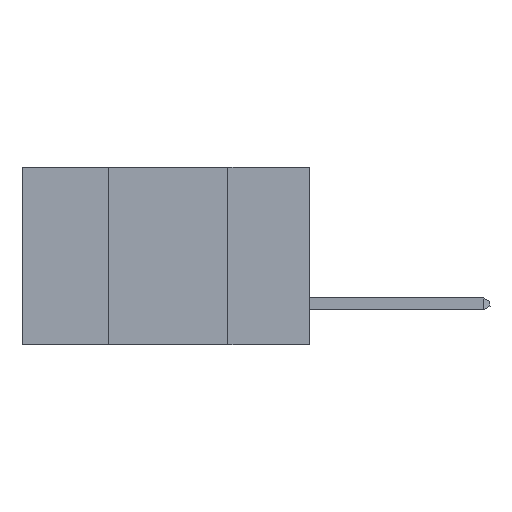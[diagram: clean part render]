
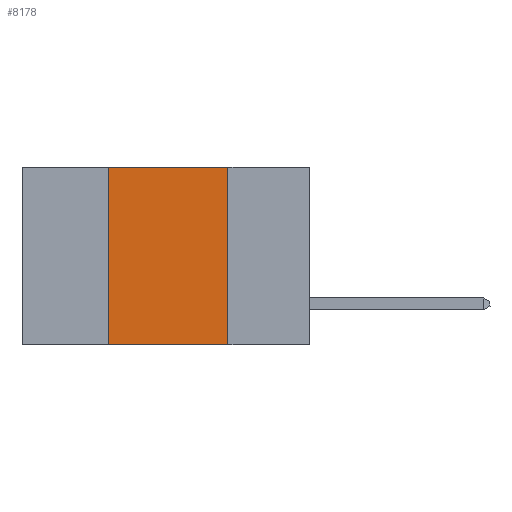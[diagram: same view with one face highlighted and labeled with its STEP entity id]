
A CAD part, left-side view. The second image highlights one B-rep face of the part: STEP entity #8178.
In plain terms, the highlighted planar face has unit normal (-1, 0, 0).
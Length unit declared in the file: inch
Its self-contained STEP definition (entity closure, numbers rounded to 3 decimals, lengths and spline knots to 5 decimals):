
#339 = EDGE_CURVE ( 'NONE', #5127, #7372, #2265, .T. ) ;
#455 = LINE ( 'NONE', #8245, #2722 ) ;
#1157 = CARTESIAN_POINT ( 'NONE',  ( 0., 0.17, -0.37 ) ) ;
#1828 = ORIENTED_EDGE ( 'NONE', *, *, #4603, .F. ) ;
#2007 = VERTEX_POINT ( 'NONE', #11662 ) ;
#2265 = LINE ( 'NONE', #7036, #4499 ) ;
#2334 = ORIENTED_EDGE ( 'NONE', *, *, #4209, .F. ) ;
#2396 = CARTESIAN_POINT ( 'NONE',  ( 0., 0.42, -0.37 ) ) ;
#2722 = VECTOR ( 'NONE', #8201, 39.37008 ) ;
#2837 = LINE ( 'NONE', #9998, #7545 ) ;
#3318 = VECTOR ( 'NONE', #5587, 39.37008 ) ;
#3663 = EDGE_LOOP ( 'NONE', ( #2334, #10495, #1828, #11436 ) ) ;
#4207 = FACE_OUTER_BOUND ( 'NONE', #3663, .T. ) ;
#4209 = EDGE_CURVE ( 'NONE', #10106, #7372, #455, .T. ) ;
#4499 = VECTOR ( 'NONE', #5297, 39.37008 ) ;
#4603 = EDGE_CURVE ( 'NONE', #5127, #2007, #10978, .T. ) ;
#5127 = VERTEX_POINT ( 'NONE', #2396 ) ;
#5297 = DIRECTION ( 'NONE',  ( 0., -1., 0. ) ) ;
#5587 = DIRECTION ( 'NONE',  ( 0., 0., 1. ) ) ;
#5610 = CARTESIAN_POINT ( 'NONE',  ( 0., 0.42, 0. ) ) ;
#5942 = CARTESIAN_POINT ( 'NONE',  ( 0., 0.6, 0. ) ) ;
#6897 = PLANE ( 'NONE',  #7022 ) ;
#7022 = AXIS2_PLACEMENT_3D ( 'NONE', #5942, #10528, #7840 ) ;
#7036 = CARTESIAN_POINT ( 'NONE',  ( 0., 0.6, -0.37 ) ) ;
#7236 = DIRECTION ( 'NONE',  ( 0., -1., 0. ) ) ;
#7372 = VERTEX_POINT ( 'NONE', #1157 ) ;
#7545 = VECTOR ( 'NONE', #7236, 39.37008 ) ;
#7840 = DIRECTION ( 'NONE',  ( 0., 0., -1. ) ) ;
#8178 = ADVANCED_FACE ( 'NONE', ( #4207 ), #6897, .F. ) ;
#8201 = DIRECTION ( 'NONE',  ( 0., 0., -1. ) ) ;
#8245 = CARTESIAN_POINT ( 'NONE',  ( 0., 0.17, 0. ) ) ;
#8878 = CARTESIAN_POINT ( 'NONE',  ( 0., 0.17, 0. ) ) ;
#9998 = CARTESIAN_POINT ( 'NONE',  ( 0., 0.6, 0. ) ) ;
#10106 = VERTEX_POINT ( 'NONE', #8878 ) ;
#10495 = ORIENTED_EDGE ( 'NONE', *, *, #11006, .F. ) ;
#10528 = DIRECTION ( 'NONE',  ( 1., 0., 0. ) ) ;
#10978 = LINE ( 'NONE', #5610, #3318 ) ;
#11006 = EDGE_CURVE ( 'NONE', #2007, #10106, #2837, .T. ) ;
#11436 = ORIENTED_EDGE ( 'NONE', *, *, #339, .T. ) ;
#11662 = CARTESIAN_POINT ( 'NONE',  ( 0., 0.42, 0. ) ) ;
